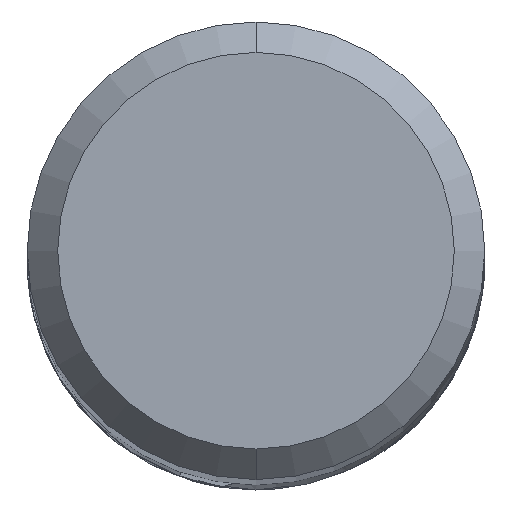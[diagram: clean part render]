
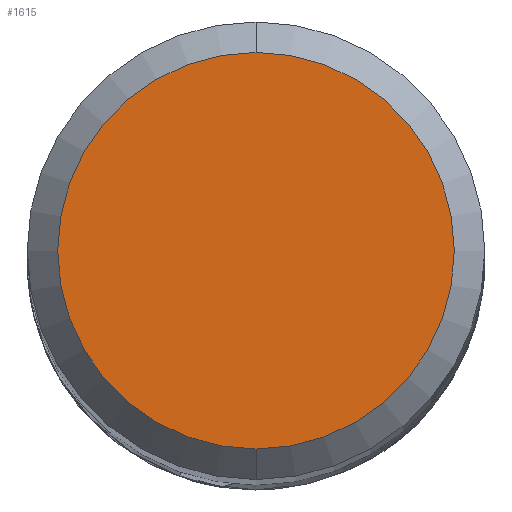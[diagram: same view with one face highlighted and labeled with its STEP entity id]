
A CAD part, top view. The second image highlights one B-rep face of the part: STEP entity #1615.
In plain terms, the highlighted planar face has unit normal (0, 0, 1).
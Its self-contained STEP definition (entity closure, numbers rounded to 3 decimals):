
#789=EDGE_CURVE('',#1147,#1585,#1990,.T.);
#1147=VERTEX_POINT('',#2383);
#1469=EDGE_CURVE('',#1585,#1147,#2731,.T.);
#1585=VERTEX_POINT('',#2854);
#1615=ADVANCED_FACE('',(#2887),#2888,.T.);
#1990=CIRCLE('',#4255,2.6);
#2383=CARTESIAN_POINT('',(0.,-2.6,0.0));
#2731=CIRCLE('',#10206,2.6);
#2854=CARTESIAN_POINT('',(0.0,2.6,0.0));
#2887=FACE_OUTER_BOUND('',#11213,.T.);
#2888=PLANE('',#11214);
#4255=AXIS2_PLACEMENT_3D('',#13278,#13279,#13280);
#10206=AXIS2_PLACEMENT_3D('',#14085,#14086,#14087);
#11213=EDGE_LOOP('',(#14214,#14215));
#11214=AXIS2_PLACEMENT_3D('',#14216,#14217,#14218);
#13278=CARTESIAN_POINT('',(0.0,0.0,0.0));
#13279=DIRECTION('',(0.0,0.0,-1.0));
#13280=DIRECTION('',(0.0,1.0,0.0));
#14085=CARTESIAN_POINT('',(0.0,0.0,0.0));
#14086=DIRECTION('',(0.0,0.0,-1.0));
#14087=DIRECTION('',(0.0,1.0,0.0));
#14214=ORIENTED_EDGE('',*,*,#1469,.F.);
#14215=ORIENTED_EDGE('',*,*,#789,.F.);
#14216=CARTESIAN_POINT('',(0.0,1.3,0.0));
#14217=DIRECTION('',(-0.0,0.0,1.0));
#14218=DIRECTION('',(0.0,-1.0,0.0));
